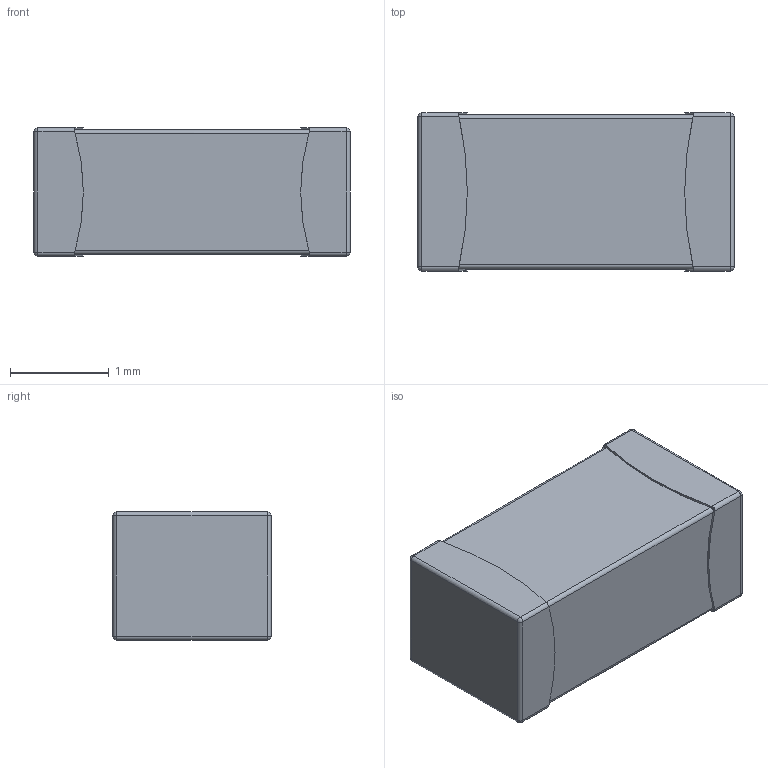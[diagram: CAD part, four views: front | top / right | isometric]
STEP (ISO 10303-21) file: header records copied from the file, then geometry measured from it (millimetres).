
FILE_DESCRIPTION (( 'STEP AP214' ), '1' );
FILE_NAME ('C1206_3D.step', '2023-05-10T17:49:21', ( 'Windows User' ), ( 'P R C' ), 'SwSTEP 2.0', 'SolidWorks 2020', '' );
FILE_SCHEMA (( 'AUTOMOTIVE_DESIGN' ));
Length unit declared in the file: millimetre
Products named in the file (1): C1206_3D
Bounding box: 3.2 x 1.6 x 1.3 mm (x, y, z)
Volume: 6.4 mm3; surface area: 22.1 mm2
Topology: 1 solids, 1 shells, 66 faces, 176 edges, 104 vertices
Faces by surface type: plane 30, cylinder 28, sphere 8
Entity records: 2744 total; most frequent: CARTESIAN_POINT 435, ORIENTED_EDGE 336, DIRECTION 326, EDGE_CURVE 168, AXIS2_PLACEMENT_3D 123, VERTEX_POINT 104, VECTOR 80, LINE 80
